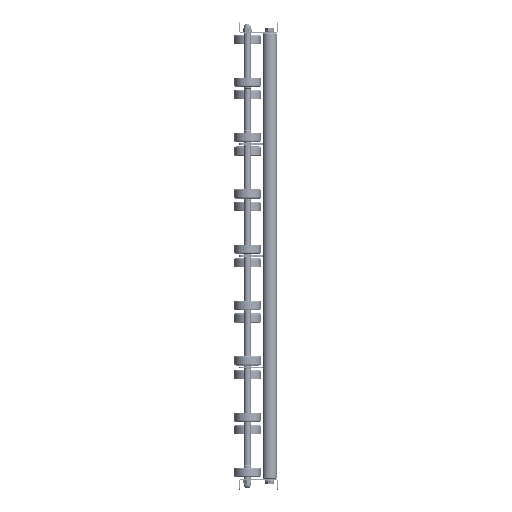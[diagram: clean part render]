
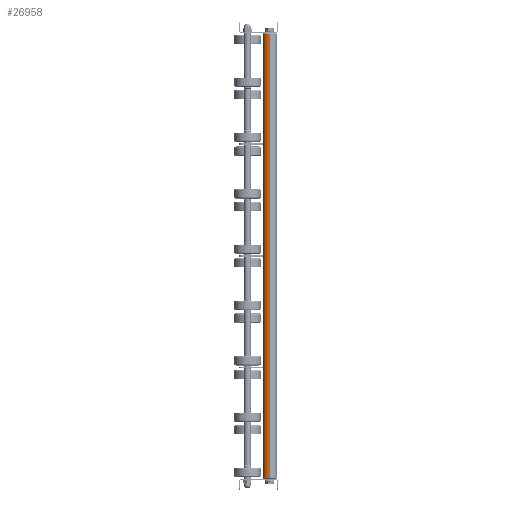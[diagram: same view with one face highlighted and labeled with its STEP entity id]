
A CAD part, left-side view. The second image highlights one B-rep face of the part: STEP entity #26958.
In plain terms, the highlighted cylindrical face has radius 12.5 mm (diameter 25 mm), a partial arc.
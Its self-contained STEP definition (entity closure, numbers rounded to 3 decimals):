
#5 = CYLINDRICAL_SURFACE ( 'NONE', #35470, 12.5 ) ;
#2316 = LINE ( 'NONE', #23704, #29850 ) ;
#3069 = CARTESIAN_POINT ( 'NONE',  ( 799., 0., -12.5 ) ) ;
#3377 = EDGE_LOOP ( 'NONE', ( #21268, #32871, #26110, #14330 ) ) ;
#6740 = DIRECTION ( 'NONE',  ( -1., 0., 0. ) ) ;
#7033 = DIRECTION ( 'NONE',  ( 1., 0., 0. ) ) ;
#9016 = VERTEX_POINT ( 'NONE', #11848 ) ;
#9908 = AXIS2_PLACEMENT_3D ( 'NONE', #25144, #7033, #33911 ) ;
#11848 = CARTESIAN_POINT ( 'NONE',  ( 1., 0., 12.5 ) ) ;
#12200 = EDGE_CURVE ( 'NONE', #17703, #37136, #33735, .T. ) ;
#13007 = CIRCLE ( 'NONE', #9908, 12.5 ) ;
#13679 = VECTOR ( 'NONE', #6740, 1000. ) ;
#14330 = ORIENTED_EDGE ( 'NONE', *, *, #37396, .F. ) ;
#15076 = DIRECTION ( 'NONE',  ( 0., 0., -1. ) ) ;
#15360 = FACE_OUTER_BOUND ( 'NONE', #3377, .T. ) ;
#17202 = CARTESIAN_POINT ( 'NONE',  ( 799., 0., 12.5 ) ) ;
#17703 = VERTEX_POINT ( 'NONE', #17202 ) ;
#17909 = DIRECTION ( 'NONE',  ( 0., 0., 1. ) ) ;
#18051 = LINE ( 'NONE', #29928, #13679 ) ;
#20085 = AXIS2_PLACEMENT_3D ( 'NONE', #33001, #29887, #15076 ) ;
#21268 = ORIENTED_EDGE ( 'NONE', *, *, #12200, .T. ) ;
#23704 = CARTESIAN_POINT ( 'NONE',  ( 800., 0., -12.5 ) ) ;
#24125 = DIRECTION ( 'NONE',  ( -1., 0., 0. ) ) ;
#25144 = CARTESIAN_POINT ( 'NONE',  ( 1., 0., 0. ) ) ;
#26110 = ORIENTED_EDGE ( 'NONE', *, *, #26618, .T. ) ;
#26618 = EDGE_CURVE ( 'NONE', #33914, #9016, #13007, .T. ) ;
#26932 = CARTESIAN_POINT ( 'NONE',  ( 1., 0., -12.5 ) ) ;
#26958 = ADVANCED_FACE ( 'NONE', ( #15360 ), #5, .T. ) ;
#29850 = VECTOR ( 'NONE', #32484, 1000. ) ;
#29887 = DIRECTION ( 'NONE',  ( -1., 0., 0. ) ) ;
#29928 = CARTESIAN_POINT ( 'NONE',  ( 800., 0., 12.5 ) ) ;
#32484 = DIRECTION ( 'NONE',  ( -1., 0., 0. ) ) ;
#32871 = ORIENTED_EDGE ( 'NONE', *, *, #37221, .T. ) ;
#33001 = CARTESIAN_POINT ( 'NONE',  ( 799., 0., 0. ) ) ;
#33735 = CIRCLE ( 'NONE', #20085, 12.5 ) ;
#33911 = DIRECTION ( 'NONE',  ( 0., 0., -1. ) ) ;
#33914 = VERTEX_POINT ( 'NONE', #26932 ) ;
#35470 = AXIS2_PLACEMENT_3D ( 'NONE', #36187, #24125, #17909 ) ;
#36187 = CARTESIAN_POINT ( 'NONE',  ( 800., 0., 0. ) ) ;
#37136 = VERTEX_POINT ( 'NONE', #3069 ) ;
#37221 = EDGE_CURVE ( 'NONE', #37136, #33914, #2316, .T. ) ;
#37396 = EDGE_CURVE ( 'NONE', #17703, #9016, #18051, .T. ) ;
